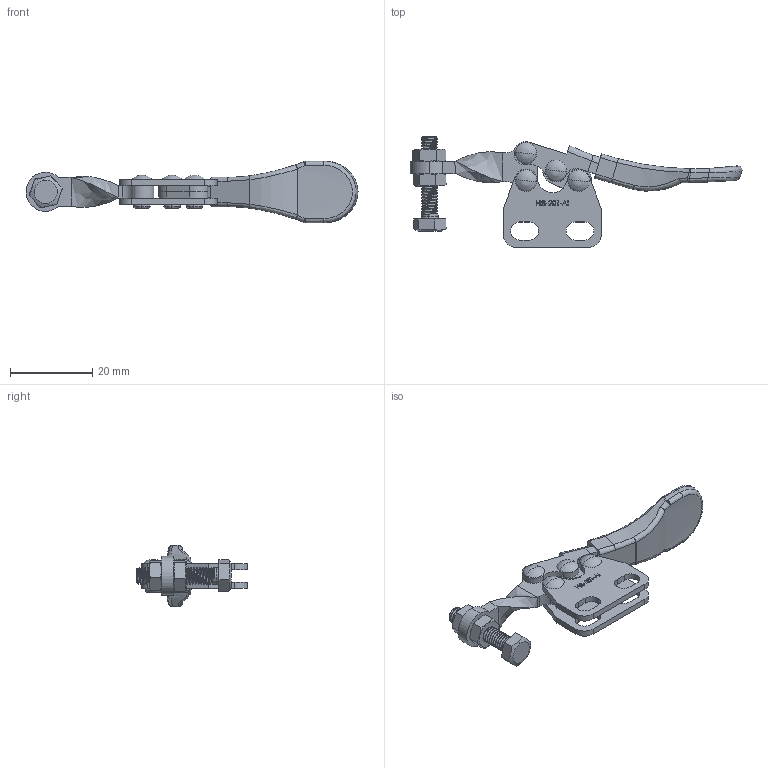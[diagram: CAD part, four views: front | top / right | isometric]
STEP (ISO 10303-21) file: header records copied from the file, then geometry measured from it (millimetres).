
FILE_DESCRIPTION (( 'STEP AP203' ), '1' );
FILE_NAME ('HS-201-AI.STEP', '2019-09-30T00:41:38', ( '微软用户' ), ( '微软中国' ), 'SwSTEP 2.0', 'SolidWorks 2012', '' );
FILE_SCHEMA (( 'CONFIG_CONTROL_DESIGN' ));
Length unit declared in the file: millimetre
Products named in the file (12): HS-201-AI; HS-201-AI-01_FLANGED_BASE__ASM_1; ____-____6_1__; ____-____6_2__; PRT0022_; ASM0007__ASM; PRT0021_; PRT0020_; PRT0019_; PRT0018_; PRT0017_; PRT0016_
Assembly tree (16 placements, depth 3):
  HS-201-AI
    PRT0016_
    PRT0017_  x2
    PRT0018_
    PRT0019_  x4
    ASM0007__ASM
      PRT0020_
      PRT0021_
    PRT0022_  x2
    HS-201-AI-01_FLANGED_BASE__ASM_1
      ____-____6_2__
      ____-____6_1__
Bounding box: 80.91 x 26.93 x 15 mm (x, y, z)
Volume: 4306.2 mm3; surface area: 7624.3 mm2
Topology: 14 solids, 14 shells, 761 faces, 2042 edges, 1325 vertices
Faces by surface type: plane 439, cylinder 198, bspline 83, cone 33, torus 8
Entity records: 36567 total; most frequent: CARTESIAN_POINT 18616, ORIENTED_EDGE 3682, DIRECTION 3014, EDGE_CURVE 1841, LINE 1290, VECTOR 1290, VERTEX_POINT 1211, AXIS2_PLACEMENT_3D 862
